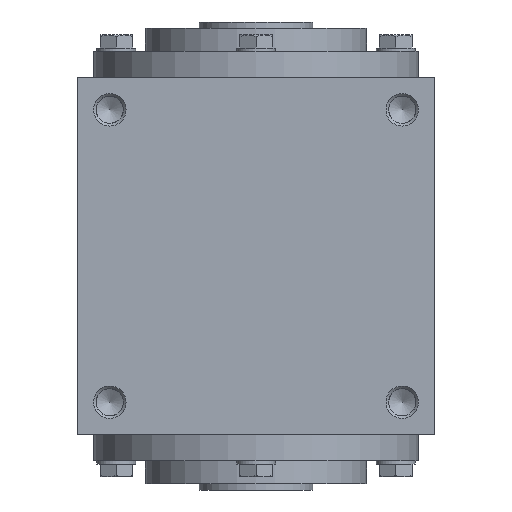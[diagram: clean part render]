
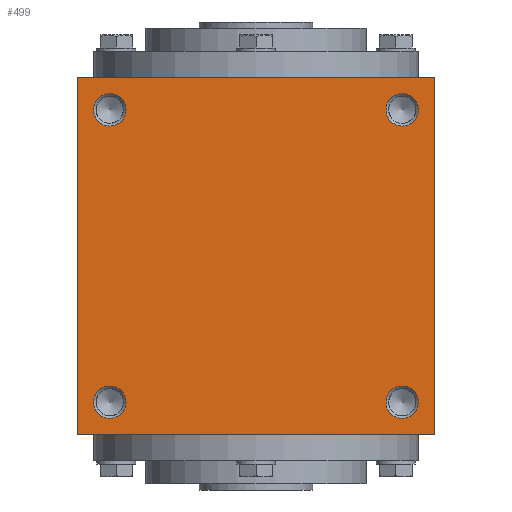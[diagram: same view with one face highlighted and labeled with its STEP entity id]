
A CAD part, left-side view. The second image highlights one B-rep face of the part: STEP entity #499.
In plain terms, the highlighted face is planar.
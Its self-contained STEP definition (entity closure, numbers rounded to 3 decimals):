
#499 = ADVANCED_FACE( '', ( #1034, #1035, #1036, #1037, #1038 ), #1039, .F. );
#1034 = FACE_BOUND( '', #1669, .T. );
#1035 = FACE_BOUND( '', #1670, .T. );
#1036 = FACE_BOUND( '', #1671, .T. );
#1037 = FACE_BOUND( '', #1672, .T. );
#1038 = FACE_OUTER_BOUND( '', #1673, .T. );
#1039 = PLANE( '', #1674 );
#1669 = EDGE_LOOP( '', ( #2565 ) );
#1670 = EDGE_LOOP( '', ( #2566 ) );
#1671 = EDGE_LOOP( '', ( #2567 ) );
#1672 = EDGE_LOOP( '', ( #2568 ) );
#1673 = EDGE_LOOP( '', ( #2569, #2570, #2571, #2572 ) );
#1674 = AXIS2_PLACEMENT_3D( '', #2573, #2574, #2575 );
#2565 = ORIENTED_EDGE( '', *, *, #3471, .F. );
#2566 = ORIENTED_EDGE( '', *, *, #3445, .T. );
#2567 = ORIENTED_EDGE( '', *, *, #3313, .F. );
#2568 = ORIENTED_EDGE( '', *, *, #3204, .T. );
#2569 = ORIENTED_EDGE( '', *, *, #3472, .F. );
#2570 = ORIENTED_EDGE( '', *, *, #3473, .F. );
#2571 = ORIENTED_EDGE( '', *, *, #3474, .F. );
#2572 = ORIENTED_EDGE( '', *, *, #3475, .F. );
#2573 = CARTESIAN_POINT( '', ( 0., 0., -55. ) );
#2574 = DIRECTION( '', ( 0., 0., 1. ) );
#2575 = DIRECTION( '', ( 1., 0., 0. ) );
#3204 = EDGE_CURVE( '', #3672, #3672, #3673, .T. );
#3313 = EDGE_CURVE( '', #3852, #3852, #3853, .T. );
#3445 = EDGE_CURVE( '', #4042, #4042, #4043, .T. );
#3471 = EDGE_CURVE( '', #4076, #4076, #4077, .T. );
#3472 = EDGE_CURVE( '', #4078, #4079, #4080, .T. );
#3473 = EDGE_CURVE( '', #4081, #4078, #4082, .T. );
#3474 = EDGE_CURVE( '', #4083, #4081, #4084, .T. );
#3475 = EDGE_CURVE( '', #4079, #4083, #4085, .T. );
#3672 = VERTEX_POINT( '', #4319 );
#3673 = CIRCLE( '', #4320, 5. );
#3852 = VERTEX_POINT( '', #4516 );
#3853 = CIRCLE( '', #4517, 5. );
#4042 = VERTEX_POINT( '', #4771 );
#4043 = CIRCLE( '', #4772, 5. );
#4076 = VERTEX_POINT( '', #4826 );
#4077 = CIRCLE( '', #4827, 5. );
#4078 = VERTEX_POINT( '', #4828 );
#4079 = VERTEX_POINT( '', #4829 );
#4080 = LINE( '', #4830, #4831 );
#4081 = VERTEX_POINT( '', #4832 );
#4082 = LINE( '', #4833, #4834 );
#4083 = VERTEX_POINT( '', #4835 );
#4084 = LINE( '', #4836, #4837 );
#4085 = LINE( '', #4838, #4839 );
#4319 = CARTESIAN_POINT( '', ( 50., -45., -55. ) );
#4320 = AXIS2_PLACEMENT_3D( '', #5130, #5131, #5132 );
#4516 = CARTESIAN_POINT( '', ( -50., -45., -55. ) );
#4517 = AXIS2_PLACEMENT_3D( '', #5347, #5348, #5349 );
#4771 = CARTESIAN_POINT( '', ( 50., 45., -55. ) );
#4772 = AXIS2_PLACEMENT_3D( '', #5557, #5558, #5559 );
#4826 = CARTESIAN_POINT( '', ( -50., 45., -55. ) );
#4827 = AXIS2_PLACEMENT_3D( '', #5580, #5581, #5582 );
#4828 = CARTESIAN_POINT( '', ( -55., 55., -55. ) );
#4829 = CARTESIAN_POINT( '', ( -55., -55., -55. ) );
#4830 = CARTESIAN_POINT( '', ( -55., 55., -55. ) );
#4831 = VECTOR( '', #5583, 1000. );
#4832 = CARTESIAN_POINT( '', ( 55., 55., -55. ) );
#4833 = CARTESIAN_POINT( '', ( 55., 55., -55. ) );
#4834 = VECTOR( '', #5584, 1000. );
#4835 = CARTESIAN_POINT( '', ( 55., -55., -55. ) );
#4836 = CARTESIAN_POINT( '', ( 55., -55., -55. ) );
#4837 = VECTOR( '', #5585, 1000. );
#4838 = CARTESIAN_POINT( '', ( -55., -55., -55. ) );
#4839 = VECTOR( '', #5586, 1000. );
#5130 = CARTESIAN_POINT( '', ( 45., -45., -55. ) );
#5131 = DIRECTION( '', ( 0., 0., 1. ) );
#5132 = DIRECTION( '', ( 1., 0., 0. ) );
#5347 = CARTESIAN_POINT( '', ( -45., -45., -55. ) );
#5348 = DIRECTION( '', ( 0., 0., -1. ) );
#5349 = DIRECTION( '', ( -1., 0., 0. ) );
#5557 = CARTESIAN_POINT( '', ( 45., 45., -55. ) );
#5558 = DIRECTION( '', ( 0., 0., 1. ) );
#5559 = DIRECTION( '', ( 1., 0., 0. ) );
#5580 = CARTESIAN_POINT( '', ( -45., 45., -55. ) );
#5581 = DIRECTION( '', ( 0., 0., -1. ) );
#5582 = DIRECTION( '', ( -1., 0., 0. ) );
#5583 = DIRECTION( '', ( 0., -1., 0. ) );
#5584 = DIRECTION( '', ( -1., 0., 0. ) );
#5585 = DIRECTION( '', ( 0., 1., 0. ) );
#5586 = DIRECTION( '', ( 1., 0., 0. ) );
